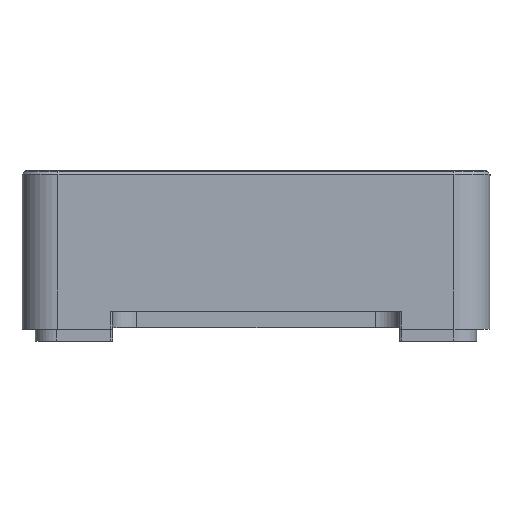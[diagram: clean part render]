
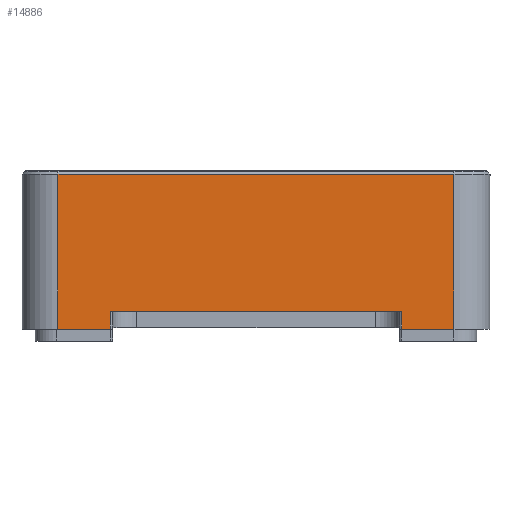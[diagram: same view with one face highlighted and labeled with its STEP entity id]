
A CAD part, front view. The second image highlights one B-rep face of the part: STEP entity #14886.
In plain terms, the highlighted planar face has unit normal (0, -1, 0).
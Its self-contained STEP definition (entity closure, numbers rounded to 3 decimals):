
#1092 = ORIENTED_EDGE ( 'NONE', *, *, #2770, .T. ) ;
#1110 = VECTOR ( 'NONE', #5107, 1000. ) ;
#1174 = ORIENTED_EDGE ( 'NONE', *, *, #11780, .T. ) ;
#1335 = CARTESIAN_POINT ( 'NONE',  ( -16.5, -47.3, -0.1 ) ) ;
#1453 = VECTOR ( 'NONE', #12676, 1000. ) ;
#1489 = VERTEX_POINT ( 'NONE', #3238 ) ;
#1815 = VERTEX_POINT ( 'NONE', #9463 ) ;
#1955 = EDGE_CURVE ( 'NONE', #9886, #1815, #22285, .T. ) ;
#2139 = CARTESIAN_POINT ( 'NONE',  ( -16.5, -47.3, 6.1 ) ) ;
#2690 = VERTEX_POINT ( 'NONE', #16672 ) ;
#2770 = EDGE_CURVE ( 'NONE', #2690, #17665, #3492, .T. ) ;
#3129 = DIRECTION ( 'NONE',  ( 0., 0., 1. ) ) ;
#3238 = CARTESIAN_POINT ( 'NONE',  ( -12.15, -47.3, 1.4 ) ) ;
#3484 = VECTOR ( 'NONE', #3129, 1000. ) ;
#3492 = LINE ( 'NONE', #2139, #12244 ) ;
#3559 = EDGE_CURVE ( 'NONE', #9417, #17665, #11059, .T. ) ;
#4484 = VECTOR ( 'NONE', #19074, 1000. ) ;
#4509 = DIRECTION ( 'NONE',  ( 0., 0., 1. ) ) ;
#4627 = ORIENTED_EDGE ( 'NONE', *, *, #8466, .T. ) ;
#4937 = VECTOR ( 'NONE', #4509, 1000. ) ;
#5107 = DIRECTION ( 'NONE',  ( -1., 0., 0. ) ) ;
#5241 = EDGE_LOOP ( 'NONE', ( #4627, #14338, #24148, #15946, #1174, #1092, #17310, #11285 ) ) ;
#5456 = CARTESIAN_POINT ( 'NONE',  ( 12.15, -47.3, 1.4 ) ) ;
#5534 = LINE ( 'NONE', #18504, #1453 ) ;
#5933 = CARTESIAN_POINT ( 'NONE',  ( 16.5, -47.3, 12.8 ) ) ;
#6968 = CARTESIAN_POINT ( 'NONE',  ( -12.15, -47.3, 6.1 ) ) ;
#7091 = CARTESIAN_POINT ( 'NONE',  ( 12.15, -47.3, 6.1 ) ) ;
#8167 = CARTESIAN_POINT ( 'NONE',  ( 16.5, -47.3, -0.1 ) ) ;
#8466 = EDGE_CURVE ( 'NONE', #1489, #9886, #24256, .T. ) ;
#8579 = PLANE ( 'NONE',  #19161 ) ;
#8975 = VECTOR ( 'NONE', #20438, 1000. ) ;
#9417 = VERTEX_POINT ( 'NONE', #12898 ) ;
#9463 = CARTESIAN_POINT ( 'NONE',  ( 12.15, -47.3, -0.1 ) ) ;
#9886 = VERTEX_POINT ( 'NONE', #5456 ) ;
#9892 = LINE ( 'NONE', #14966, #4937 ) ;
#10206 = DIRECTION ( 'NONE',  ( 0., 1., 0. ) ) ;
#10887 = VERTEX_POINT ( 'NONE', #5933 ) ;
#11059 = LINE ( 'NONE', #23878, #1110 ) ;
#11285 = ORIENTED_EDGE ( 'NONE', *, *, #17682, .T. ) ;
#11642 = LINE ( 'NONE', #6968, #3484 ) ;
#11780 = EDGE_CURVE ( 'NONE', #10887, #2690, #14418, .T. ) ;
#12244 = VECTOR ( 'NONE', #18636, 1000. ) ;
#12676 = DIRECTION ( 'NONE',  ( -1., 0., 0. ) ) ;
#12857 = VECTOR ( 'NONE', #18459, 1000. ) ;
#12898 = CARTESIAN_POINT ( 'NONE',  ( -12.15, -47.3, -0.1 ) ) ;
#13734 = CARTESIAN_POINT ( 'NONE',  ( -16.5, -47.3, 12.8 ) ) ;
#13819 = FACE_OUTER_BOUND ( 'NONE', #5241, .T. ) ;
#14338 = ORIENTED_EDGE ( 'NONE', *, *, #1955, .T. ) ;
#14418 = LINE ( 'NONE', #13734, #4484 ) ;
#14886 = ADVANCED_FACE ( 'NONE', ( #13819 ), #8579, .F. ) ;
#14966 = CARTESIAN_POINT ( 'NONE',  ( 16.5, -47.3, 6.1 ) ) ;
#15946 = ORIENTED_EDGE ( 'NONE', *, *, #17930, .T. ) ;
#16672 = CARTESIAN_POINT ( 'NONE',  ( -16.5, -47.3, 12.8 ) ) ;
#17310 = ORIENTED_EDGE ( 'NONE', *, *, #3559, .F. ) ;
#17665 = VERTEX_POINT ( 'NONE', #1335 ) ;
#17682 = EDGE_CURVE ( 'NONE', #9417, #1489, #11642, .T. ) ;
#17751 = EDGE_CURVE ( 'NONE', #20632, #1815, #5534, .T. ) ;
#17930 = EDGE_CURVE ( 'NONE', #20632, #10887, #9892, .T. ) ;
#18228 = CARTESIAN_POINT ( 'NONE',  ( -11.95, -47.3, 1.4 ) ) ;
#18459 = DIRECTION ( 'NONE',  ( 0., 0., -1. ) ) ;
#18504 = CARTESIAN_POINT ( 'NONE',  ( 19.5, -47.3, -0.1 ) ) ;
#18636 = DIRECTION ( 'NONE',  ( 0., 0., -1. ) ) ;
#19074 = DIRECTION ( 'NONE',  ( -1., 0., 0. ) ) ;
#19161 = AXIS2_PLACEMENT_3D ( 'NONE', #19809, #10206, #21705 ) ;
#19809 = CARTESIAN_POINT ( 'NONE',  ( -16.5, -47.3, 6.1 ) ) ;
#20438 = DIRECTION ( 'NONE',  ( 1., 0., 0. ) ) ;
#20632 = VERTEX_POINT ( 'NONE', #8167 ) ;
#21705 = DIRECTION ( 'NONE',  ( 0., 0., 1. ) ) ;
#22285 = LINE ( 'NONE', #7091, #12857 ) ;
#23878 = CARTESIAN_POINT ( 'NONE',  ( -11.95, -47.3, -0.1 ) ) ;
#24148 = ORIENTED_EDGE ( 'NONE', *, *, #17751, .F. ) ;
#24256 = LINE ( 'NONE', #18228, #8975 ) ;
